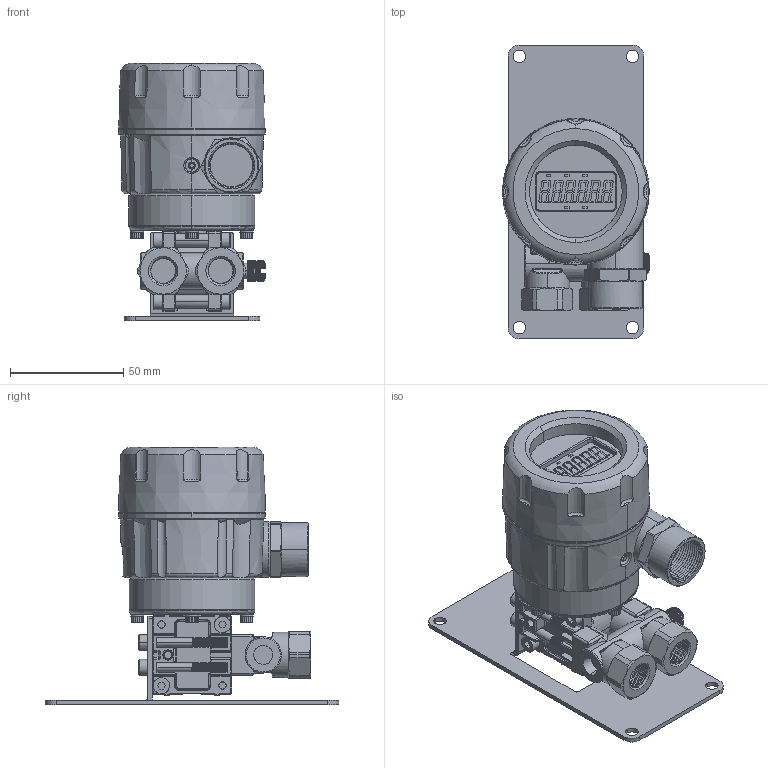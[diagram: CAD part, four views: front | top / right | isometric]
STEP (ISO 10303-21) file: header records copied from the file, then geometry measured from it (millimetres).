
FILE_DESCRIPTION (( 'STEP AP214' ), '1' );
FILE_NAME ('DPTW-400.STEP', '2021-01-25T19:33:52', ( '' ), ( '' ), 'SwSTEP 2.0', 'SolidWorks 2017', '' );
FILE_SCHEMA (( 'AUTOMOTIVE_DESIGN' ));
Length unit declared in the file: inch
Products named in the file (1): DPTW-400
Bounding box: 65.11 x 130 x 113.8 mm (x, y, z)
Volume: 279111.7 mm3; surface area: 62802.9 mm2
Topology: 1 solids, 3 shells, 2436 faces, 6622 edges, 4263 vertices
Faces by surface type: plane 1055, cylinder 992, cone 217, bspline 86, torus 70, sphere 16
Entity records: 115937 total; most frequent: CARTESIAN_POINT 59623, ORIENTED_EDGE 13168, DIRECTION 9776, EDGE_CURVE 6584, VERTEX_POINT 4257, AXIS2_PLACEMENT_3D 3341, LINE 3094, VECTOR 3094
